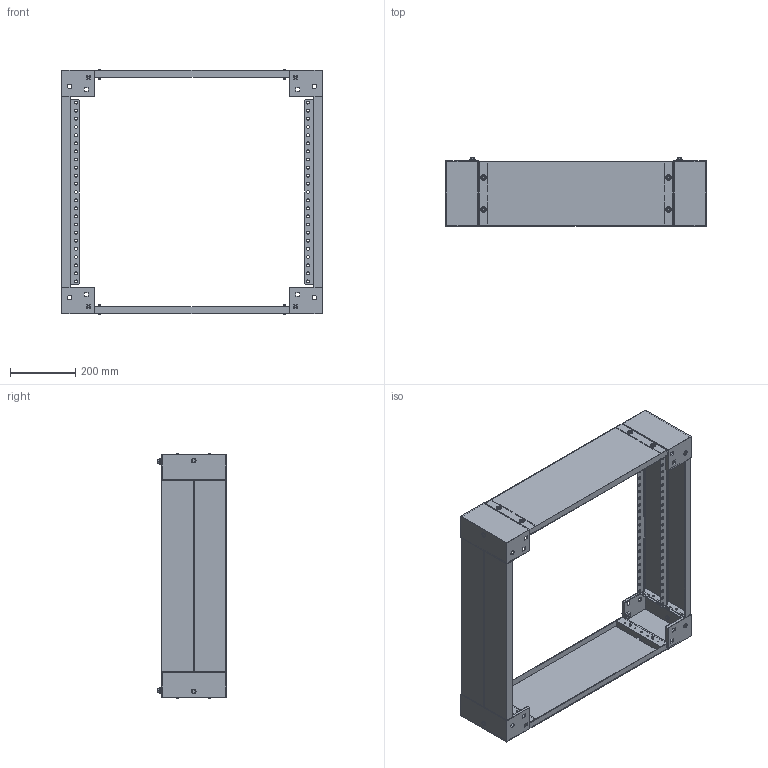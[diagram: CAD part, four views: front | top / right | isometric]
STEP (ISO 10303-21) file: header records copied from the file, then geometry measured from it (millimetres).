
FILE_DESCRIPTION (( 'STEP AP214' ), '1' );
FILE_NAME ('0396.8002.80.17.step', '2023-01-11T07:17:35', ( '' ), ( '' ), 'SwSTEP 2.0', 'SolidWorks 2019', '' );
FILE_SCHEMA (( 'AUTOMOTIVE_DESIGN' ));
Length unit declared in the file: millimetre
Products named in the file (7): 0396.8002.80.17; SockelQuerteilH200_0396-0002-80-17; SockelQuerteilH200_80; SockelEckteilH200_Rechts<Standard>; SockelLaengsteilH200_0396-8002-00-17; SockelEckteilH200; SockelLaengsteilH200_8002-1
Assembly tree (12 placements, depth 3):
  0396.8002.80.17
    SockelLaengsteilH200_0396-8002-00-17
      SockelEckteilH200_Rechts<Standard>  x2
      SockelEckteilH200  x2
      SockelLaengsteilH200_8002-1  x2
    SockelQuerteilH200_0396-0002-80-17
      SockelQuerteilH200_80  x4
Bounding box: 804 x 210.6 x 751.2 mm (x, y, z)
Volume: 1864527 mm3; surface area: 2133682.9 mm2
Topology: 30 solids, 30 shells, 1316 faces, 3540 edges, 2336 vertices
Faces by surface type: plane 816, cylinder 404, cone 80, bspline 16
Entity records: 18764 total; most frequent: CARTESIAN_POINT 3217, DIRECTION 2882, ORIENTED_EDGE 2876, EDGE_CURVE 1438, LINE 1064, VECTOR 1064, VERTEX_POINT 948, AXIS2_PLACEMENT_3D 909
